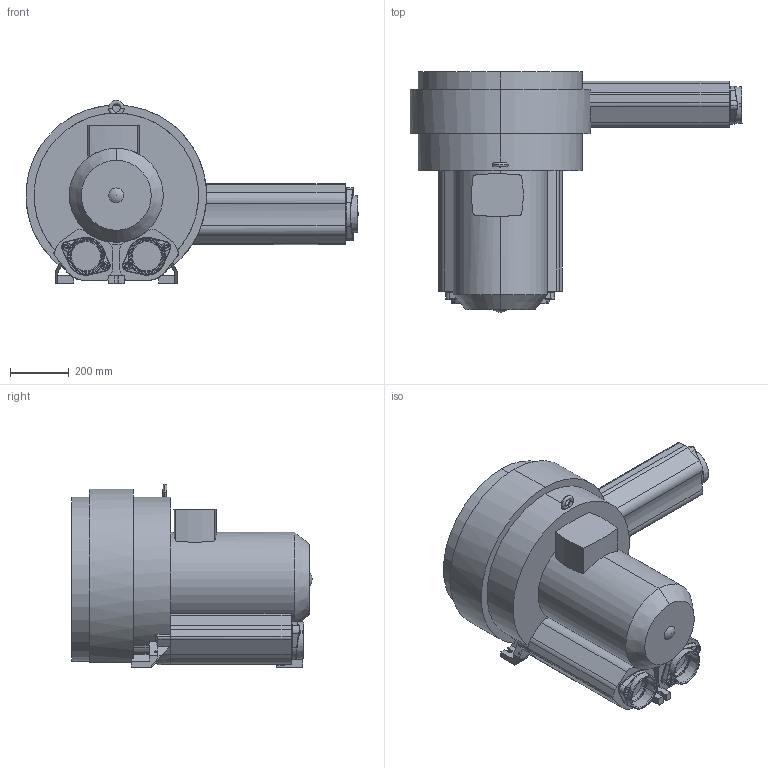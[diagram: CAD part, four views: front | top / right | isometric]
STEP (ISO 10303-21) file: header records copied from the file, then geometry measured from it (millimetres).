
FILE_DESCRIPTION (( 'STEP AP203' ), '1' );
FILE_NAME ('2RB920-1HQ37.STEP', '2025-04-30T06:05:25', ( '' ), ( '' ), 'SwSTEP 2.0', 'SolidWorks 2021', '' );
FILE_SCHEMA (( 'CONFIG_CONTROL_DESIGN' ));
Length unit declared in the file: millimetre
Products named in the file (1): 2RB920-1HQ37
Bounding box: 1130.36 x 818 x 624.32 mm (x, y, z)
Volume: 163827267.2 mm3; surface area: 2695594 mm2
Topology: 1 solids, 9 shells, 923 faces, 2317 edges, 1432 vertices
Faces by surface type: plane 272, cylinder 254, bspline 142, cone 118, torus 106, sphere 31
Entity records: 42872 total; most frequent: CARTESIAN_POINT 22821, ORIENTED_EDGE 4598, DIRECTION 3577, EDGE_CURVE 2299, AXIS2_PLACEMENT_3D 1463, VERTEX_POINT 1430, EDGE_LOOP 969, FACE_OUTER_BOUND 923
